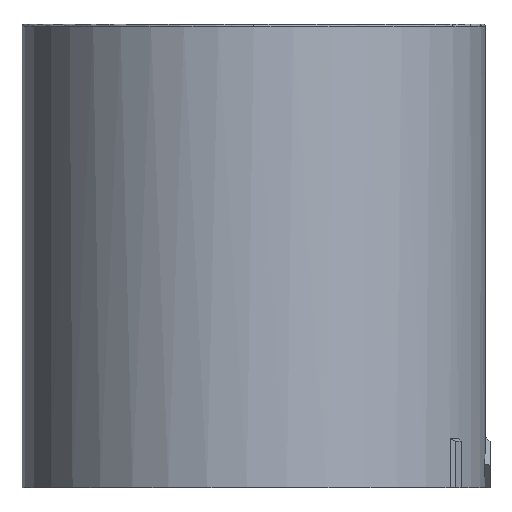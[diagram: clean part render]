
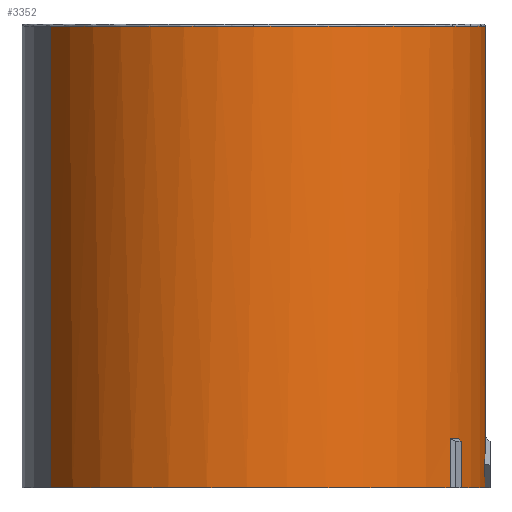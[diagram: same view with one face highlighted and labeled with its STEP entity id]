
A CAD part, left-side view. The second image highlights one B-rep face of the part: STEP entity #3352.
In plain terms, the highlighted cylindrical face has radius 25 mm (diameter 50 mm), a partial arc.
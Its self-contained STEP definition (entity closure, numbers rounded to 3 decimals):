
#4 = VERTEX_POINT ( 'NONE', #5495 ) ;
#14 = ORIENTED_EDGE ( 'NONE', *, *, #991, .F. ) ;
#41 = EDGE_CURVE ( 'NONE', #6250, #5233, #3985, .T. ) ;
#79 = ORIENTED_EDGE ( 'NONE', *, *, #41, .T. ) ;
#254 = CARTESIAN_POINT ( 'NONE',  ( -1.023, -25.036, 3.426 ) ) ;
#262 = EDGE_CURVE ( 'NONE', #3333, #4, #554, .T. ) ;
#344 = ORIENTED_EDGE ( 'NONE', *, *, #3749, .T. ) ;
#411 = DIRECTION ( 'NONE',  ( 0., 0., 1. ) ) ;
#430 = VERTEX_POINT ( 'NONE', #1508 ) ;
#517 = LINE ( 'NONE', #4003, #5161 ) ;
#554 = CIRCLE ( 'NONE', #4199, 25. ) ;
#581 = DIRECTION ( 'NONE',  ( 1., 0., 0. ) ) ;
#629 = CARTESIAN_POINT ( 'NONE',  ( -25., 0., 49.8 ) ) ;
#711 = CARTESIAN_POINT ( 'NONE',  ( 2.353, -24.889, 5.636 ) ) ;
#868 = CARTESIAN_POINT ( 'NONE',  ( 0.038, -25.038, 0.911 ) ) ;
#870 = CARTESIAN_POINT ( 'NONE',  ( -11.714, -22.086, 0. ) ) ;
#885 = VERTEX_POINT ( 'NONE', #870 ) ;
#950 = VERTEX_POINT ( 'NONE', #1035 ) ;
#991 = EDGE_CURVE ( 'NONE', #2785, #3135, #3578, .T. ) ;
#1035 = CARTESIAN_POINT ( 'NONE',  ( -11.986, 21.94, 49.8 ) ) ;
#1103 = DIRECTION ( 'NONE',  ( 0., 0., 1. ) ) ;
#1125 = EDGE_CURVE ( 'NONE', #5233, #950, #4023, .T. ) ;
#1202 = CARTESIAN_POINT ( 'NONE',  ( -2.704, -24.853, 2.5 ) ) ;
#1240 = ORIENTED_EDGE ( 'NONE', *, *, #4597, .F. ) ;
#1508 = CARTESIAN_POINT ( 'NONE',  ( 2.353, -24.889, 5.636 ) ) ;
#1536 = DIRECTION ( 'NONE',  ( 0., 0., -1. ) ) ;
#1537 = CARTESIAN_POINT ( 'NONE',  ( -2.704, -24.853, 2.5 ) ) ;
#1631 = CARTESIAN_POINT ( 'NONE',  ( -11.714, -22.086, 5.298 ) ) ;
#1650 = DIRECTION ( 'NONE',  ( 1., 0., 0. ) ) ;
#1732 = CARTESIAN_POINT ( 'NONE',  ( 0.669, -25.048, 4.475 ) ) ;
#1742 = CARTESIAN_POINT ( 'NONE',  ( 0., 0., 23.5 ) ) ;
#1745 = CARTESIAN_POINT ( 'NONE',  ( 1.412, -24.96, 0. ) ) ;
#1763 = CARTESIAN_POINT ( 'NONE',  ( 0., 0., 0. ) ) ;
#1790 = DIRECTION ( 'NONE',  ( 1., 0., 0. ) ) ;
#1799 = VERTEX_POINT ( 'NONE', #1897 ) ;
#1897 = CARTESIAN_POINT ( 'NONE',  ( 2.353, -24.889, 0. ) ) ;
#1980 = LINE ( 'NONE', #3953, #3147 ) ;
#2196 = CARTESIAN_POINT ( 'NONE',  ( 2.353, -24.889, 23.5 ) ) ;
#2220 = ORIENTED_EDGE ( 'NONE', *, *, #4100, .F. ) ;
#2439 = EDGE_CURVE ( 'NONE', #430, #3750, #5612, .T. ) ;
#2463 = ORIENTED_EDGE ( 'NONE', *, *, #3877, .F. ) ;
#2484 = EDGE_CURVE ( 'NONE', #885, #5315, #3131, .T. ) ;
#2633 = CARTESIAN_POINT ( 'NONE',  ( -12.243, -21.805, 5.286 ) ) ;
#2636 = EDGE_CURVE ( 'NONE', #3750, #5315, #3829, .T. ) ;
#2718 = CARTESIAN_POINT ( 'NONE',  ( 0., 0., 0. ) ) ;
#2770 = ORIENTED_EDGE ( 'NONE', *, *, #1125, .T. ) ;
#2785 = VERTEX_POINT ( 'NONE', #5520 ) ;
#2960 = DIRECTION ( 'NONE',  ( 0., 0., 1. ) ) ;
#3066 = ORIENTED_EDGE ( 'NONE', *, *, #3703, .T. ) ;
#3131 = CIRCLE ( 'NONE', #4170, 25. ) ;
#3135 = VERTEX_POINT ( 'NONE', #3367 ) ;
#3147 = VECTOR ( 'NONE', #5977, 1000. ) ;
#3280 = CARTESIAN_POINT ( 'NONE',  ( 1.412, -24.96, 0. ) ) ;
#3332 = EDGE_LOOP ( 'NONE', ( #3066, #344, #79, #2770, #2463, #4010, #1240, #14, #2220, #4947, #4797, #5711, #4107 ) ) ;
#3333 = VERTEX_POINT ( 'NONE', #5210 ) ;
#3340 = CARTESIAN_POINT ( 'NONE',  ( -2.704, -24.853, 2.5 ) ) ;
#3352 = ADVANCED_FACE ( 'NONE', ( #3748 ), #5669, .T. ) ;
#3367 = CARTESIAN_POINT ( 'NONE',  ( -13.27, -21.188, 5.298 ) ) ;
#3437 = LINE ( 'NONE', #6050, #5851 ) ;
#3578 =( BOUNDED_CURVE ( )  B_SPLINE_CURVE ( 3, ( #1631, #2633, #4097, #3637 ),
 .UNSPECIFIED., .F., .F. ) 
 B_SPLINE_CURVE_WITH_KNOTS ( ( 4, 4 ),
 ( 3.106, 3.178 ),
 .UNSPECIFIED. ) 
 CURVE ( )  GEOMETRIC_REPRESENTATION_ITEM ( )  RATIONAL_B_SPLINE_CURVE ( ( 1., 1., 1., 1. ) ) 
 REPRESENTATION_ITEM ( '' )  );
#3637 = CARTESIAN_POINT ( 'NONE',  ( -13.27, -21.188, 5.298 ) ) ;
#3651 = DIRECTION ( 'NONE',  ( 0., 0., 1. ) ) ;
#3703 = EDGE_CURVE ( 'NONE', #1799, #4151, #5890, .T. ) ;
#3748 = FACE_OUTER_BOUND ( 'NONE', #3332, .T. ) ;
#3749 = EDGE_CURVE ( 'NONE', #4151, #6250, #517, .T. ) ;
#3750 = VERTEX_POINT ( 'NONE', #1537 ) ;
#3829 =( BOUNDED_CURVE ( )  B_SPLINE_CURVE ( 3, ( #3340, #5323, #868, #3280 ),
 .UNSPECIFIED., .F., .F. ) 
 B_SPLINE_CURVE_WITH_KNOTS ( ( 4, 4 ),
 ( 0.634, 0.799 ),
 .UNSPECIFIED. ) 
 CURVE ( )  GEOMETRIC_REPRESENTATION_ITEM ( )  RATIONAL_B_SPLINE_CURVE ( ( 1., 0.998, 0.998, 1. ) ) 
 REPRESENTATION_ITEM ( '' )  );
#3877 = EDGE_CURVE ( 'NONE', #3333, #950, #5824, .T. ) ;
#3953 = CARTESIAN_POINT ( 'NONE',  ( -13.27, -21.188, 5.298 ) ) ;
#3985 = CIRCLE ( 'NONE', #4299, 25. ) ;
#3989 = VECTOR ( 'NONE', #4175, 1000. ) ;
#4003 = CARTESIAN_POINT ( 'NONE',  ( 11.986, -21.94, 23.5 ) ) ;
#4010 = ORIENTED_EDGE ( 'NONE', *, *, #262, .T. ) ;
#4023 = CIRCLE ( 'NONE', #4538, 25. ) ;
#4097 = CARTESIAN_POINT ( 'NONE',  ( -12.762, -21.506, 5.286 ) ) ;
#4100 = EDGE_CURVE ( 'NONE', #885, #2785, #3437, .T. ) ;
#4107 = ORIENTED_EDGE ( 'NONE', *, *, #5214, .F. ) ;
#4151 = VERTEX_POINT ( 'NONE', #5652 ) ;
#4157 = CARTESIAN_POINT ( 'NONE',  ( 0., 0., 49.8 ) ) ;
#4170 = AXIS2_PLACEMENT_3D ( 'NONE', #1763, #1103, #5073 ) ;
#4175 = DIRECTION ( 'NONE',  ( 0., 0., 1. ) ) ;
#4189 = DIRECTION ( 'NONE',  ( 0., 0., -1. ) ) ;
#4199 = AXIS2_PLACEMENT_3D ( 'NONE', #2718, #4763, #1650 ) ;
#4299 = AXIS2_PLACEMENT_3D ( 'NONE', #4913, #1536, #6414 ) ;
#4488 = DIRECTION ( 'NONE',  ( 0., 0., 1. ) ) ;
#4538 = AXIS2_PLACEMENT_3D ( 'NONE', #4157, #4189, #1790 ) ;
#4597 = EDGE_CURVE ( 'NONE', #3135, #4, #1980, .T. ) ;
#4754 = DIRECTION ( 'NONE',  ( -0.479, 0.878, 0. ) ) ;
#4763 = DIRECTION ( 'NONE',  ( 0., 0., 1. ) ) ;
#4797 = ORIENTED_EDGE ( 'NONE', *, *, #2636, .F. ) ;
#4913 = CARTESIAN_POINT ( 'NONE',  ( 0., 0., 49.8 ) ) ;
#4947 = ORIENTED_EDGE ( 'NONE', *, *, #2484, .T. ) ;
#5073 = DIRECTION ( 'NONE',  ( 1., 0., 0. ) ) ;
#5149 = LINE ( 'NONE', #2196, #3989 ) ;
#5161 = VECTOR ( 'NONE', #5990, 1000. ) ;
#5210 = CARTESIAN_POINT ( 'NONE',  ( -11.986, 21.94, 0. ) ) ;
#5214 = EDGE_CURVE ( 'NONE', #1799, #430, #5149, .T. ) ;
#5233 = VERTEX_POINT ( 'NONE', #629 ) ;
#5315 = VERTEX_POINT ( 'NONE', #1745 ) ;
#5323 = CARTESIAN_POINT ( 'NONE',  ( -1.337, -25.002, 1.747 ) ) ;
#5355 = CARTESIAN_POINT ( 'NONE',  ( -11.986, 21.94, 23.5 ) ) ;
#5429 = CARTESIAN_POINT ( 'NONE',  ( 0., 0., 0. ) ) ;
#5495 = CARTESIAN_POINT ( 'NONE',  ( -13.27, -21.188, 0. ) ) ;
#5520 = CARTESIAN_POINT ( 'NONE',  ( -11.714, -22.086, 5.298 ) ) ;
#5612 =( BOUNDED_CURVE ( )  B_SPLINE_CURVE ( 3, ( #711, #1732, #254, #1202 ),
 .UNSPECIFIED., .F., .F. ) 
 B_SPLINE_CURVE_WITH_KNOTS ( ( 4, 4 ),
 ( 2.305, 2.507 ),
 .UNSPECIFIED. ) 
 CURVE ( )  GEOMETRIC_REPRESENTATION_ITEM ( )  RATIONAL_B_SPLINE_CURVE ( ( 1., 0.997, 0.997, 1. ) ) 
 REPRESENTATION_ITEM ( '' )  );
#5652 = CARTESIAN_POINT ( 'NONE',  ( 11.986, -21.94, 0. ) ) ;
#5669 = CYLINDRICAL_SURFACE ( 'NONE', #6320, 25. ) ;
#5711 = ORIENTED_EDGE ( 'NONE', *, *, #2439, .F. ) ;
#5824 = LINE ( 'NONE', #5355, #6160 ) ;
#5851 = VECTOR ( 'NONE', #2960, 1000. ) ;
#5890 = CIRCLE ( 'NONE', #6417, 25. ) ;
#5977 = DIRECTION ( 'NONE',  ( 0., 0., -1. ) ) ;
#5990 = DIRECTION ( 'NONE',  ( 0., 0., 1. ) ) ;
#6050 = CARTESIAN_POINT ( 'NONE',  ( -11.714, -22.086, 0. ) ) ;
#6160 = VECTOR ( 'NONE', #411, 1000. ) ;
#6244 = CARTESIAN_POINT ( 'NONE',  ( 11.986, -21.94, 49.8 ) ) ;
#6250 = VERTEX_POINT ( 'NONE', #6244 ) ;
#6320 = AXIS2_PLACEMENT_3D ( 'NONE', #1742, #3651, #4754 ) ;
#6414 = DIRECTION ( 'NONE',  ( 1., 0., 0. ) ) ;
#6417 = AXIS2_PLACEMENT_3D ( 'NONE', #5429, #4488, #581 ) ;
